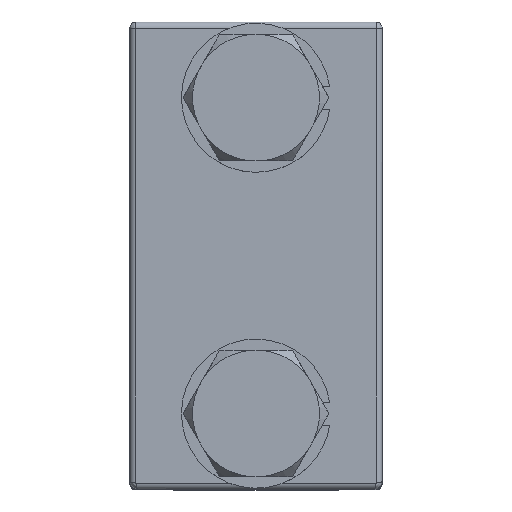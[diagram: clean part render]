
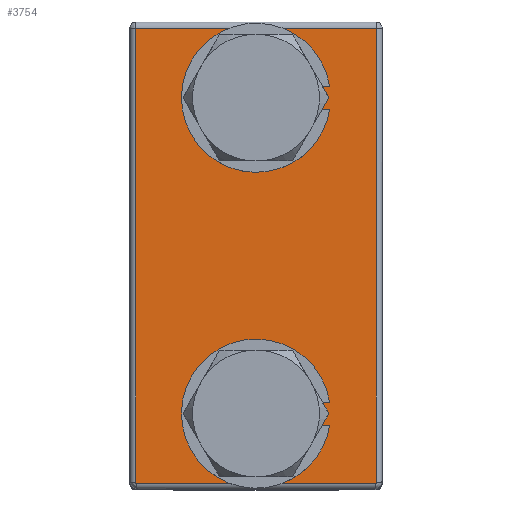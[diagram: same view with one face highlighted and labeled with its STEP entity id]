
A CAD part, top view. The second image highlights one B-rep face of the part: STEP entity #3754.
In plain terms, the highlighted face is planar.
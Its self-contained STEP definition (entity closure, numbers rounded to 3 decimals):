
#3691=AXIS2_PLACEMENT_3D('Plane Axis2P3D',#3688,#3689,#3690) ;
#3720=AXIS2_PLACEMENT_3D('Circle Axis2P3D',#3718,#3719,$) ;
#3729=AXIS2_PLACEMENT_3D('Circle Axis2P3D',#3727,#3728,$) ;
#3738=AXIS2_PLACEMENT_3D('Circle Axis2P3D',#3736,#3737,$) ;
#3747=AXIS2_PLACEMENT_3D('Circle Axis2P3D',#3745,#3746,$) ;
#3153=CARTESIAN_POINT('Vertex',(18.,9.5,0.)) ;
#3231=CARTESIAN_POINT('Vertex',(18.,-9.5,0.)) ;
#3272=CARTESIAN_POINT('Line Origine',(18.,0.,0.)) ;
#3688=CARTESIAN_POINT('Axis2P3D Location',(0.,0.,0.)) ;
#3693=CARTESIAN_POINT('Line Origine',(0.,9.5,0.)) ;
#3697=CARTESIAN_POINT('Vertex',(-18.,9.5,0.)) ;
#3700=CARTESIAN_POINT('Line Origine',(0.,-9.5,0.)) ;
#3704=CARTESIAN_POINT('Vertex',(-18.,-9.5,0.)) ;
#3707=CARTESIAN_POINT('Line Origine',(-18.,0.,0.)) ;
#3718=CARTESIAN_POINT('Axis2P3D Location',(12.5,0.,0.)) ;
#3722=CARTESIAN_POINT('Vertex',(9.25,0.,0.)) ;
#3724=CARTESIAN_POINT('Vertex',(15.75,0.,0.)) ;
#3727=CARTESIAN_POINT('Axis2P3D Location',(12.5,0.,0.)) ;
#3736=CARTESIAN_POINT('Axis2P3D Location',(-12.5,0.,0.)) ;
#3740=CARTESIAN_POINT('Vertex',(-15.75,0.,0.)) ;
#3742=CARTESIAN_POINT('Vertex',(-9.25,0.,0.)) ;
#3745=CARTESIAN_POINT('Axis2P3D Location',(-12.5,0.,0.)) ;
#3273=DIRECTION('Vector Direction',(0.,1.,0.)) ;
#3689=DIRECTION('Axis2P3D Direction',(0.,-0.,1.)) ;
#3690=DIRECTION('Axis2P3D XDirection',(0.,1.,0.)) ;
#3694=DIRECTION('Vector Direction',(-1.,0.,0.)) ;
#3701=DIRECTION('Vector Direction',(1.,0.,0.)) ;
#3708=DIRECTION('Vector Direction',(0.,1.,0.)) ;
#3719=DIRECTION('Axis2P3D Direction',(0.,-0.,1.)) ;
#3728=DIRECTION('Axis2P3D Direction',(0.,-0.,1.)) ;
#3737=DIRECTION('Axis2P3D Direction',(0.,-0.,1.)) ;
#3746=DIRECTION('Axis2P3D Direction',(0.,-0.,1.)) ;
#3274=VECTOR('Line Direction',#3273,1.) ;
#3695=VECTOR('Line Direction',#3694,1.) ;
#3702=VECTOR('Line Direction',#3701,1.) ;
#3709=VECTOR('Line Direction',#3708,1.) ;
#3713=ORIENTED_EDGE('',*,*,#3699,.F.) ;
#3714=ORIENTED_EDGE('',*,*,#3276,.T.) ;
#3715=ORIENTED_EDGE('',*,*,#3706,.F.) ;
#3716=ORIENTED_EDGE('',*,*,#3711,.T.) ;
#3733=ORIENTED_EDGE('',*,*,#3726,.T.) ;
#3734=ORIENTED_EDGE('',*,*,#3731,.T.) ;
#3751=ORIENTED_EDGE('',*,*,#3744,.T.) ;
#3752=ORIENTED_EDGE('',*,*,#3749,.T.) ;
#3735=FACE_BOUND('',#3732,.T.) ;
#3753=FACE_BOUND('',#3750,.T.) ;
#3754=ADVANCED_FACE('Hauptkoerper nicht benutzen',(#3717,#3735,#3753),#3692,.F.) ;
#3721=CIRCLE('generated circle',#3720,3.25) ;
#3730=CIRCLE('generated circle',#3729,3.25) ;
#3739=CIRCLE('generated circle',#3738,3.25) ;
#3748=CIRCLE('generated circle',#3747,3.25) ;
#3276=EDGE_CURVE('',#3154,#3232,#3275,.F.) ;
#3699=EDGE_CURVE('',#3154,#3698,#3696,.T.) ;
#3706=EDGE_CURVE('',#3705,#3232,#3703,.T.) ;
#3711=EDGE_CURVE('',#3705,#3698,#3710,.T.) ;
#3726=EDGE_CURVE('',#3723,#3725,#3721,.T.) ;
#3731=EDGE_CURVE('',#3725,#3723,#3730,.T.) ;
#3744=EDGE_CURVE('',#3741,#3743,#3739,.T.) ;
#3749=EDGE_CURVE('',#3743,#3741,#3748,.T.) ;
#3712=EDGE_LOOP('',(#3713,#3714,#3715,#3716)) ;
#3732=EDGE_LOOP('',(#3733,#3734)) ;
#3750=EDGE_LOOP('',(#3751,#3752)) ;
#3717=FACE_OUTER_BOUND('',#3712,.T.) ;
#3275=LINE('Line',#3272,#3274) ;
#3696=LINE('Line',#3693,#3695) ;
#3703=LINE('Line',#3700,#3702) ;
#3710=LINE('Line',#3707,#3709) ;
#3692=PLANE('Plane',#3691) ;
#3154=VERTEX_POINT('',#3153) ;
#3232=VERTEX_POINT('',#3231) ;
#3698=VERTEX_POINT('',#3697) ;
#3705=VERTEX_POINT('',#3704) ;
#3723=VERTEX_POINT('',#3722) ;
#3725=VERTEX_POINT('',#3724) ;
#3741=VERTEX_POINT('',#3740) ;
#3743=VERTEX_POINT('',#3742) ;
